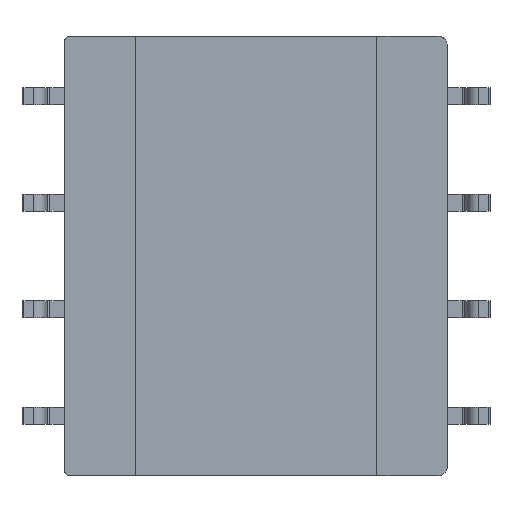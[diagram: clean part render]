
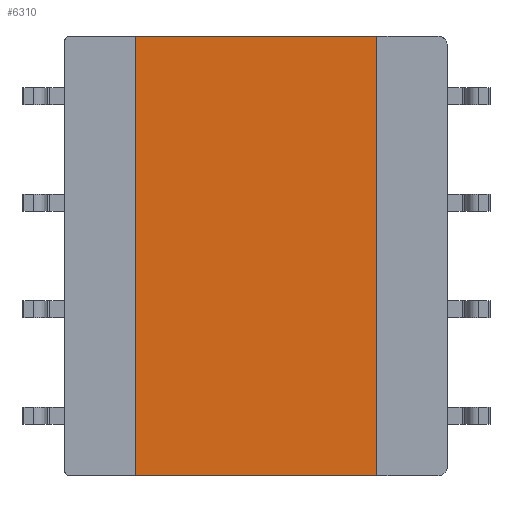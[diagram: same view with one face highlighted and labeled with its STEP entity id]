
A CAD part, front view. The second image highlights one B-rep face of the part: STEP entity #6310.
In plain terms, the highlighted planar face has unit normal (0, -1, 0).
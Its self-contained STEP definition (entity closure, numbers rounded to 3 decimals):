
#312 = DIRECTION ( 'NONE',  ( -1., 0., 0. ) ) ;
#742 = VERTEX_POINT ( 'NONE', #11073 ) ;
#807 = FACE_OUTER_BOUND ( 'NONE', #5563, .T. ) ;
#1002 = EDGE_CURVE ( 'NONE', #8981, #742, #2276, .T. ) ;
#1268 = AXIS2_PLACEMENT_3D ( 'NONE', #4249, #8036, #2376 ) ;
#1423 = PLANE ( 'NONE',  #1268 ) ;
#1602 = EDGE_CURVE ( 'NONE', #742, #11455, #3443, .T. ) ;
#2276 = LINE ( 'NONE', #8761, #9536 ) ;
#2376 = DIRECTION ( 'NONE',  ( 0., 0., 1. ) ) ;
#3016 = VERTEX_POINT ( 'NONE', #7842 ) ;
#3443 = LINE ( 'NONE', #10055, #10682 ) ;
#4249 = CARTESIAN_POINT ( 'NONE',  ( 11., 0.25, -15.5 ) ) ;
#4728 = LINE ( 'NONE', #5890, #6941 ) ;
#4940 = ORIENTED_EDGE ( 'NONE', *, *, #9490, .T. ) ;
#5112 = DIRECTION ( 'NONE',  ( 0., 0., -1. ) ) ;
#5125 = EDGE_CURVE ( 'NONE', #11455, #3016, #6220, .T. ) ;
#5308 = DIRECTION ( 'NONE',  ( 1., 0., 0. ) ) ;
#5454 = ORIENTED_EDGE ( 'NONE', *, *, #1002, .T. ) ;
#5563 = EDGE_LOOP ( 'NONE', ( #4940, #5454, #8794, #8368 ) ) ;
#5760 = VECTOR ( 'NONE', #5308, 1000. ) ;
#5890 = CARTESIAN_POINT ( 'NONE',  ( 11., 0.25, 0. ) ) ;
#5984 = CARTESIAN_POINT ( 'NONE',  ( 11., 0.25, 0. ) ) ;
#6220 = LINE ( 'NONE', #10946, #5760 ) ;
#6310 = ADVANCED_FACE ( 'NONE', ( #807 ), #1423, .F. ) ;
#6826 = DIRECTION ( 'NONE',  ( 0., 0., 1. ) ) ;
#6941 = VECTOR ( 'NONE', #6826, 1000. ) ;
#7842 = CARTESIAN_POINT ( 'NONE',  ( 11., 0.25, -15.5 ) ) ;
#8036 = DIRECTION ( 'NONE',  ( 0., 1., 0. ) ) ;
#8368 = ORIENTED_EDGE ( 'NONE', *, *, #5125, .T. ) ;
#8761 = CARTESIAN_POINT ( 'NONE',  ( 11., 0.25, 0. ) ) ;
#8794 = ORIENTED_EDGE ( 'NONE', *, *, #1602, .T. ) ;
#8981 = VERTEX_POINT ( 'NONE', #5984 ) ;
#9379 = CARTESIAN_POINT ( 'NONE',  ( 2.5, 0.25, -15.5 ) ) ;
#9490 = EDGE_CURVE ( 'NONE', #3016, #8981, #4728, .T. ) ;
#9536 = VECTOR ( 'NONE', #312, 1000. ) ;
#10055 = CARTESIAN_POINT ( 'NONE',  ( 2.5, 0.25, 0. ) ) ;
#10682 = VECTOR ( 'NONE', #5112, 1000. ) ;
#10946 = CARTESIAN_POINT ( 'NONE',  ( 11., 0.25, -15.5 ) ) ;
#11073 = CARTESIAN_POINT ( 'NONE',  ( 2.5, 0.25, 0. ) ) ;
#11455 = VERTEX_POINT ( 'NONE', #9379 ) ;
